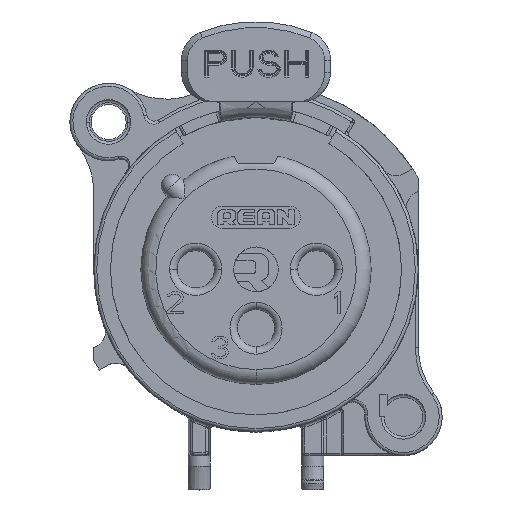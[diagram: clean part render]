
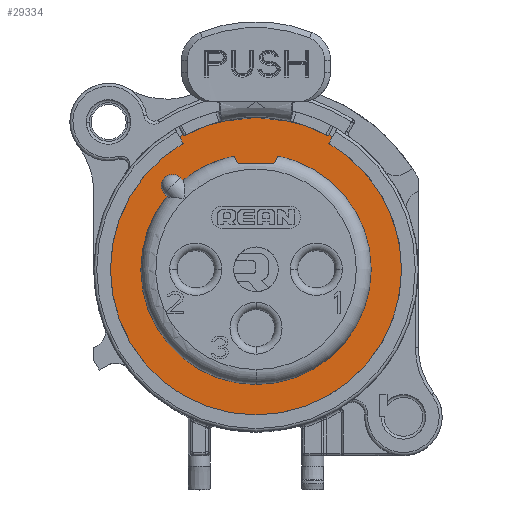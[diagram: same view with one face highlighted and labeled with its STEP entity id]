
A CAD part, top view. The second image highlights one B-rep face of the part: STEP entity #29334.
In plain terms, the highlighted planar face has unit normal (0, 0, 1).
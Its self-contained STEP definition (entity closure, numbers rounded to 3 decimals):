
#2868=CARTESIAN_POINT('',(4.846,8.975,7.));
#8825=DIRECTION('',(0.,1.,0.));
#8826=VECTOR('',#8825,1.204);
#8827=CARTESIAN_POINT('',(9.7,-3.411,7.));
#8828=LINE('',#8827,#8826);
#8845=CARTESIAN_POINT('',(0.,0.,7.));
#8846=DIRECTION('',(0.,0.,1.));
#8847=DIRECTION('',(-0.772,0.635,0.));
#8848=AXIS2_PLACEMENT_3D('',#8845,#8846,#8847);
#8850=CARTESIAN_POINT('',(0.,0.,7.));
#8851=DIRECTION('',(0.,0.,1.));
#8852=DIRECTION('',(0.,-1.,0.));
#8853=AXIS2_PLACEMENT_3D('',#8850,#8851,#8852);
#8855=CARTESIAN_POINT('',(0.,0.,7.));
#8856=DIRECTION('',(0.,0.,1.));
#8857=DIRECTION('',(0.338,0.941,0.));
#8858=AXIS2_PLACEMENT_3D('',#8855,#8856,#8857);
#8860=DIRECTION('',(-0.5,-0.866,0.));
#8861=VECTOR('',#8860,0.567);
#8862=CARTESIAN_POINT('',(1.484,7.591,7.));
#8863=LINE('',#8862,#8861);
#8864=DIRECTION('',(-1.,0.,0.));
#8865=VECTOR('',#8864,2.4);
#8866=CARTESIAN_POINT('',(1.2,7.1,7.));
#8867=LINE('',#8866,#8865);
#8868=DIRECTION('',(-0.5,0.866,0.));
#8869=VECTOR('',#8868,0.567);
#8870=CARTESIAN_POINT('',(-1.2,7.1,7.));
#8871=LINE('',#8870,#8869);
#8872=CARTESIAN_POINT('',(0.,0.,7.));
#8873=DIRECTION('',(0.,0.,1.));
#8874=DIRECTION('',(-0.192,0.981,0.));
#8875=AXIS2_PLACEMENT_3D('',#8872,#8873,#8874);
#8877=CARTESIAN_POINT('',(0.,0.,7.));
#8878=DIRECTION('',(0.,0.,1.));
#8879=DIRECTION('',(-0.338,0.941,0.));
#8880=AXIS2_PLACEMENT_3D('',#8877,#8878,#8879);
#8882=DIRECTION('',(-0.707,0.707,0.));
#8883=VECTOR('',#8882,0.251);
#8884=CARTESIAN_POINT('',(-4.914,5.974,7.));
#8885=LINE('',#8884,#8883);
#8886=CARTESIAN_POINT('',(-5.621,5.621,7.));
#8887=DIRECTION('',(0.,0.,1.));
#8888=DIRECTION('',(0.707,0.707,0.));
#8889=AXIS2_PLACEMENT_3D('',#8886,#8887,#8888);
#8891=DIRECTION('',(0.707,-0.707,0.));
#8892=VECTOR('',#8891,0.251);
#8893=CARTESIAN_POINT('',(-6.152,5.091,7.));
#8894=LINE('',#8893,#8892);
#8895=CARTESIAN_POINT('',(0.,0.,7.));
#8896=DIRECTION('',(0.,0.,-1.));
#8897=DIRECTION('',(-0.475,0.88,0.));
#8898=AXIS2_PLACEMENT_3D('',#8895,#8896,#8897);
#8900=CARTESIAN_POINT('',(4.846,8.975,7.));
#8901=CARTESIAN_POINT('',(4.859,8.999,7.));
#8902=CARTESIAN_POINT('',(4.872,9.024,7.));
#8903=CARTESIAN_POINT('',(4.885,9.048,7.));
#8905=CARTESIAN_POINT('',(0.,0.,7.));
#8906=DIRECTION('',(0.,0.,-1.));
#8907=DIRECTION('',(0.475,0.88,0.));
#8908=AXIS2_PLACEMENT_3D('',#8905,#8906,#8907);
#8910=DIRECTION('',(-0.5,-0.866,0.));
#8911=VECTOR('',#8910,0.506);
#8912=CARTESIAN_POINT('',(5.141,8.905,7.));
#8913=LINE('',#8912,#8911);
#8914=CARTESIAN_POINT('',(0.,0.,7.));
#8915=DIRECTION('',(0.,0.,-1.));
#8916=DIRECTION('',(0.5,0.866,0.));
#8917=AXIS2_PLACEMENT_3D('',#8914,#8915,#8916);
#8919=DIRECTION('',(0.883,-0.469,0.));
#8920=VECTOR('',#8919,0.178);
#8921=CARTESIAN_POINT('',(9.543,-2.123,7.));
#8922=LINE('',#8921,#8920);
#8923=CARTESIAN_POINT('',(0.,0.,7.));
#8924=DIRECTION('',(0.,0.,-1.));
#8925=DIRECTION('',(0.943,-0.332,0.));
#8926=AXIS2_PLACEMENT_3D('',#8923,#8924,#8925);
#8928=DIRECTION('',(-1.,0.,0.));
#8929=VECTOR('',#8928,0.095);
#8930=CARTESIAN_POINT('',(8.421,-5.9,7.));
#8931=LINE('',#8930,#8929);
#8932=CARTESIAN_POINT('',(0.,0.,7.));
#8933=DIRECTION('',(0.,0.,-1.));
#8934=DIRECTION('',(0.852,-0.524,0.));
#8935=AXIS2_PLACEMENT_3D('',#8932,#8933,#8934);
#8937=CARTESIAN_POINT('',(0.,0.,7.));
#8938=DIRECTION('',(0.,0.,-1.));
#8939=DIRECTION('',(0.,-1.,0.));
#8940=AXIS2_PLACEMENT_3D('',#8937,#8938,#8939);
#8942=DIRECTION('',(-0.5,0.866,0.));
#8943=VECTOR('',#8942,0.506);
#8944=CARTESIAN_POINT('',(-4.888,8.466,7.));
#8945=LINE('',#8944,#8943);
#8946=CARTESIAN_POINT('',(0.,0.,7.));
#8947=DIRECTION('',(0.,0.,-1.));
#8948=DIRECTION('',(-0.5,0.866,0.));
#8949=AXIS2_PLACEMENT_3D('',#8946,#8947,#8948);
#8951=CARTESIAN_POINT('',(-4.885,9.048,7.));
#8952=CARTESIAN_POINT('',(-4.872,9.024,7.));
#8953=CARTESIAN_POINT('',(-4.859,8.999,7.));
#8954=CARTESIAN_POINT('',(-4.846,8.975,7.));
#11669=CARTESIAN_POINT('',(-4.885,9.048,7.));
#11777=DIRECTION('',(0.,-1.,0.));
#11778=VECTOR('',#11777,0.777);
#11779=CARTESIAN_POINT('',(8.326,-5.123,7.));
#11780=LINE('',#11779,#11778);
#14481=VERTEX_POINT('',#2868);
#14482=CARTESIAN_POINT('',(-4.846,8.975,7.));
#14483=VERTEX_POINT('',#14482);
#14513=VERTEX_POINT('',#11669);
#14516=CARTESIAN_POINT('',(-5.141,8.905,7.));
#14517=VERTEX_POINT('',#14516);
#15705=CARTESIAN_POINT('',(8.421,-5.9,7.));
#15706=VERTEX_POINT('',#15705);
#15707=CARTESIAN_POINT('',(9.7,-3.411,7.));
#15708=VERTEX_POINT('',#15707);
#15892=CARTESIAN_POINT('',(9.7,-2.207,7.));
#15893=VERTEX_POINT('',#15892);
#15903=VERTEX_POINT('',#8903);
#15904=CARTESIAN_POINT('',(5.141,8.905,7.));
#15905=VERTEX_POINT('',#15904);
#15906=CARTESIAN_POINT('',(4.888,8.466,7.));
#15907=VERTEX_POINT('',#15906);
#15908=CARTESIAN_POINT('',(9.543,-2.123,
7.));
#15909=VERTEX_POINT('',#15908);
#15910=CARTESIAN_POINT('',(8.326,-5.9,7.));
#15911=VERTEX_POINT('',#15910);
#15912=CARTESIAN_POINT('',(8.326,-5.123,7.));
#15913=VERTEX_POINT('',#15912);
#15914=CARTESIAN_POINT('',(0.,-9.776,7.));
#15915=VERTEX_POINT('',#15914);
#15916=CARTESIAN_POINT('',(-4.888,8.466,
7.));
#15917=VERTEX_POINT('',#15916);
#15918=CARTESIAN_POINT('',(-5.974,4.914,
7.));
#15919=CARTESIAN_POINT('',(0.,-7.735,7.));
#15920=VERTEX_POINT('',#15918);
#15921=VERTEX_POINT('',#15919);
#15922=CARTESIAN_POINT('',(2.618,7.279,7.));
#15923=VERTEX_POINT('',#15922);
#15924=CARTESIAN_POINT('',(1.484,7.591,7.));
#15925=VERTEX_POINT('',#15924);
#15926=CARTESIAN_POINT('',(1.2,7.1,7.));
#15927=VERTEX_POINT('',#15926);
#15928=CARTESIAN_POINT('',(-1.2,7.1,7.));
#15929=VERTEX_POINT('',#15928);
#15930=CARTESIAN_POINT('',(-1.484,7.591,7.));
#15931=VERTEX_POINT('',#15930);
#15932=CARTESIAN_POINT('',(-2.614,7.28,7.));
#15933=VERTEX_POINT('',#15932);
#15934=CARTESIAN_POINT('',(-4.914,5.974,7.));
#15935=VERTEX_POINT('',#15934);
#15936=CARTESIAN_POINT('',(-5.091,6.152,7.));
#15937=VERTEX_POINT('',#15936);
#15938=CARTESIAN_POINT('',(-6.152,5.091,7.));
#15939=VERTEX_POINT('',#15938);
#29278=CARTESIAN_POINT('',(0.,0.,7.));
#29279=DIRECTION('',(0.,0.,1.));
#29280=DIRECTION('',(1.,0.,0.));
#29281=AXIS2_PLACEMENT_3D('',#29278,#29279,#29280);
#29282=PLANE('',#29281);
#29283=ORIENTED_EDGE('',*,*,#21625,.T.);
#29284=ORIENTED_EDGE('',*,*,#21655,.T.);
#29285=ORIENTED_EDGE('',*,*,#21686,.T.);
#29287=ORIENTED_EDGE('',*,*,#29286,.T.);
#29289=ORIENTED_EDGE('',*,*,#29288,.T.);
#29291=ORIENTED_EDGE('',*,*,#29290,.T.);
#29292=ORIENTED_EDGE('',*,*,#29260,.F.);
#29293=ORIENTED_EDGE('',*,*,#25711,.T.);
#29295=ORIENTED_EDGE('',*,*,#29294,.T.);
#29297=ORIENTED_EDGE('',*,*,#29296,.F.);
#29299=ORIENTED_EDGE('',*,*,#29298,.T.);
#29301=ORIENTED_EDGE('',*,*,#29300,.T.);
#29303=ORIENTED_EDGE('',*,*,#29302,.T.);
#29305=ORIENTED_EDGE('',*,*,#29304,.T.);
#29307=ORIENTED_EDGE('',*,*,#29306,.T.);
#29308=EDGE_LOOP('',(#29283,#29284,#29285,#29287,#29289,#29291,#29292,#29293,
#29295,#29297,#29299,#29301,#29303,#29305,#29307));
#29309=FACE_OUTER_BOUND('',#29308,.F.);
#29311=ORIENTED_EDGE('',*,*,#29310,.T.);
#29313=ORIENTED_EDGE('',*,*,#29312,.T.);
#29315=ORIENTED_EDGE('',*,*,#29314,.T.);
#29317=ORIENTED_EDGE('',*,*,#29316,.T.);
#29319=ORIENTED_EDGE('',*,*,#29318,.T.);
#29321=ORIENTED_EDGE('',*,*,#29320,.T.);
#29323=ORIENTED_EDGE('',*,*,#29322,.T.);
#29325=ORIENTED_EDGE('',*,*,#29324,.T.);
#29327=ORIENTED_EDGE('',*,*,#29326,.T.);
#29329=ORIENTED_EDGE('',*,*,#29328,.T.);
#29331=ORIENTED_EDGE('',*,*,#29330,.T.);
#29332=EDGE_LOOP('',(#29311,#29313,#29315,#29317,#29319,#29321,#29323,#29325,
#29327,#29329,#29331));
#29333=FACE_BOUND('',#29332,.F.);
#29334=ADVANCED_FACE('',(#29309,#29333),#29282,.T.);
#8849=CIRCLE('',#8848,7.735);
#8854=CIRCLE('',#8853,7.735);
#8859=CIRCLE('',#8858,7.735);
#8876=CIRCLE('',#8875,7.735);
#8881=CIRCLE('',#8880,7.735);
#8890=CIRCLE('',#8889,0.75);
#8899=CIRCLE('',#8898,10.2);
#8904=B_SPLINE_CURVE_WITH_KNOTS('',3,(#8900,#8901,#8902,#8903),.UNSPECIFIED.,
.F.,.F.,(4,4),(0.,1.),.UNSPECIFIED.);
#8909=CIRCLE('',#8908,10.282);
#8918=CIRCLE('',#8917,9.776);
#8927=CIRCLE('',#8926,10.282);
#8936=CIRCLE('',#8935,9.776);
#8941=CIRCLE('',#8940,9.776);
#8950=CIRCLE('',#8949,10.282);
#8955=B_SPLINE_CURVE_WITH_KNOTS('',3,(#8951,#8952,#8953,#8954),.UNSPECIFIED.,
.F.,.F.,(4,4),(0.,1.),.UNSPECIFIED.);
#21625=EDGE_CURVE('',#14483,#14481,#8899,.T.);
#21655=EDGE_CURVE('',#14481,#15903,#8904,.T.);
#21686=EDGE_CURVE('',#15903,#15905,#8909,.T.);
#25711=EDGE_CURVE('',#15708,#15706,#8927,.T.);
#29260=EDGE_CURVE('',#15708,#15893,#8828,.T.);
#29286=EDGE_CURVE('',#15905,#15907,#8913,.T.);
#29288=EDGE_CURVE('',#15907,#15909,#8918,.T.);
#29290=EDGE_CURVE('',#15909,#15893,#8922,.T.);
#29294=EDGE_CURVE('',#15706,#15911,#8931,.T.);
#29296=EDGE_CURVE('',#15913,#15911,#11780,.T.);
#29298=EDGE_CURVE('',#15913,#15915,#8936,.T.);
#29300=EDGE_CURVE('',#15915,#15917,#8941,.T.);
#29302=EDGE_CURVE('',#15917,#14517,#8945,.T.);
#29304=EDGE_CURVE('',#14517,#14513,#8950,.T.);
#29306=EDGE_CURVE('',#14513,#14483,#8955,.T.);
#29310=EDGE_CURVE('',#15920,#15921,#8849,.T.);
#29312=EDGE_CURVE('',#15921,#15923,#8854,.T.);
#29314=EDGE_CURVE('',#15923,#15925,#8859,.T.);
#29316=EDGE_CURVE('',#15925,#15927,#8863,.T.);
#29318=EDGE_CURVE('',#15927,#15929,#8867,.T.);
#29320=EDGE_CURVE('',#15929,#15931,#8871,.T.);
#29322=EDGE_CURVE('',#15931,#15933,#8876,.T.);
#29324=EDGE_CURVE('',#15933,#15935,#8881,.T.);
#29326=EDGE_CURVE('',#15935,#15937,#8885,.T.);
#29328=EDGE_CURVE('',#15937,#15939,#8890,.T.);
#29330=EDGE_CURVE('',#15939,#15920,#8894,.T.);
